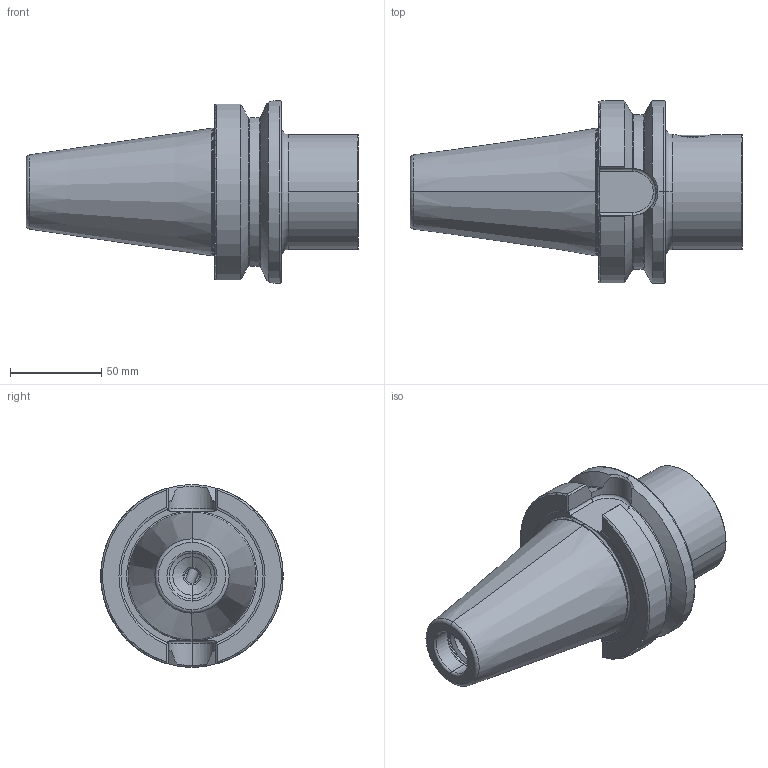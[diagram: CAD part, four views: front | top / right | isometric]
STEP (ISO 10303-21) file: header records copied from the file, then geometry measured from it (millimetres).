
FILE_DESCRIPTION (( 'STEP AP203' ), '1' );
FILE_NAME ('BP5-KM6.K01.080.STEP', '2012-03-23T14:45:09', ( 'baer' ), ( 'Hewlett-Packard Company' ), 'SwSTEP 2.0', 'SolidWorks 2011', '' );
FILE_SCHEMA (( 'CONFIG_CONTROL_DESIGN' ));
Length unit declared in the file: millimetre
Products named in the file (15): BP5-KM6.K01.080; KM6-ER1.001.050_gespannt; ISO 8741-5x10_Default; DIN 3771 - 41x1.78; KM6-ER1.002.019_A; DIN 5401-14; DIN 7984 - M6 x 8_Default; KM6-ER1.005.25_A; DIN 3771 - 12.42x1.78; KM6-ER1.006.021_A; ISO 8741-8x16_Default; DIN 3771 - 15.6x1.78; KM6-ER1.004.038_A; KM6-ER1.001.050_A; BP5-KM6.K01.080_A
Assembly tree (19 placements, depth 3):
  BP5-KM6.K01.080
    KM6-ER1.001.050_gespannt
      ISO 8741-8x16_Default  x4
      DIN 5401-14  x2
      KM6-ER1.006.021_A
      DIN 7984 - M6 x 8_Default  x2
      KM6-ER1.004.038_A
      DIN 3771 - 12.42x1.78
      KM6-ER1.001.050_A
      ISO 8741-5x10_Default
      DIN 3771 - 41x1.78
      KM6-ER1.002.019_A
      KM6-ER1.005.25_A
      DIN 3771 - 15.6x1.78
    BP5-KM6.K01.080_A
Bounding box: 181.8 x 100 x 100 mm (x, y, z)
Volume: 550773 mm3; surface area: 97030.5 mm2
Topology: 18 solids, 18 shells, 606 faces, 1478 edges, 884 vertices
Faces by surface type: plane 186, cylinder 173, cone 130, torus 81, sphere 28, bspline 8
Entity records: 18771 total; most frequent: CARTESIAN_POINT 5072, DIRECTION 2626, ORIENTED_EDGE 2456, EDGE_CURVE 1228, AXIS2_PLACEMENT_3D 1083, VERTEX_POINT 750, EDGE_LOOP 564, CIRCLE 548
